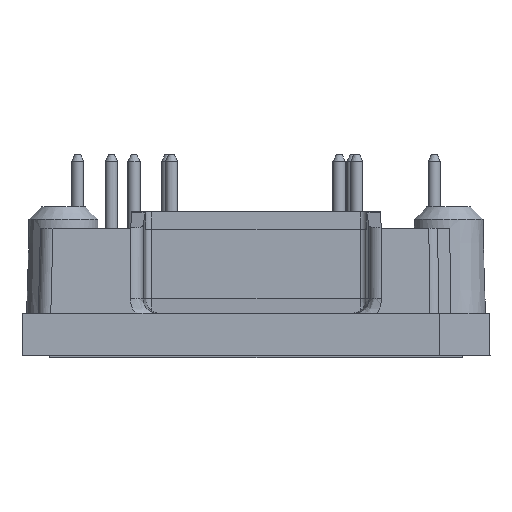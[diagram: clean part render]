
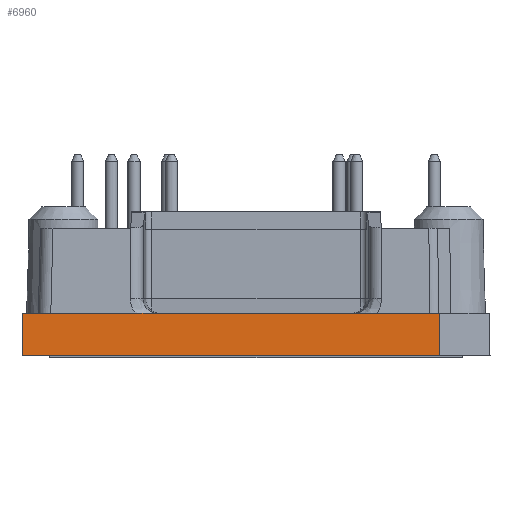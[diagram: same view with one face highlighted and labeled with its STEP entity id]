
A CAD part, left-side view. The second image highlights one B-rep face of the part: STEP entity #6960.
In plain terms, the highlighted planar face has unit normal (-1, 0, 0.018).
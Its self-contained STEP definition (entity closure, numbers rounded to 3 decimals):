
#751=ORIENTED_EDGE('',*,*,#1891,.T.);
#752=ORIENTED_EDGE('',*,*,#1894,.F.);
#753=ORIENTED_EDGE('',*,*,#1895,.T.);
#754=ORIENTED_EDGE('',*,*,#1896,.T.);
#1891=EDGE_CURVE('',#2473,#2471,#2861,.F.);
#1894=EDGE_CURVE('',#2475,#2471,#2864,.F.);
#1895=EDGE_CURVE('',#2475,#2476,#2865,.T.);
#1896=EDGE_CURVE('',#2476,#2473,#2866,.F.);
#2471=VERTEX_POINT('',#9788);
#2473=VERTEX_POINT('',#9791);
#2475=VERTEX_POINT('',#9797);
#2476=VERTEX_POINT('',#9799);
#2861=LINE('',#9790,#3173);
#2864=LINE('',#9796,#3176);
#2865=LINE('',#9798,#3177);
#2866=LINE('',#9800,#3178);
#3173=VECTOR('',#8271,1000.);
#3176=VECTOR('',#8276,1000.);
#3177=VECTOR('',#8277,1000.);
#3178=VECTOR('',#8278,1000.);
#3512=EDGE_LOOP('',(#751,#752,#753,#754));
#4022=FACE_BOUND('',#3512,.T.);
#4443=PLANE('',#7393);
#6960=ADVANCED_FACE('',(#4022),#4443,.T.);
#7393=AXIS2_PLACEMENT_3D('',#9795,#8274,#8275);
#8271=DIRECTION('',(-0.017,-0.007,-1.));
#8274=DIRECTION('',(-1.,0.,0.017));
#8275=DIRECTION('',(0.017,0.,1.));
#8276=DIRECTION('',(0.,1.,0.));
#8277=DIRECTION('',(-0.017,0.017,-1.));
#8278=DIRECTION('',(0.,1.,0.));
#9788=CARTESIAN_POINT('',(-40.941,-14.675,3.4));
#9790=CARTESIAN_POINT('',(-40.998,-14.699,0.134));
#9791=CARTESIAN_POINT('',(-41.,-14.7,0.));
#9795=CARTESIAN_POINT('',(-41.,0.,0.));
#9796=CARTESIAN_POINT('',(-40.941,0.,3.4));
#9797=CARTESIAN_POINT('',(-40.941,18.641,3.4));
#9798=CARTESIAN_POINT('',(-40.994,18.694,0.326));
#9799=CARTESIAN_POINT('',(-41.,18.7,0.));
#9800=CARTESIAN_POINT('',(-41.,0.,0.));
